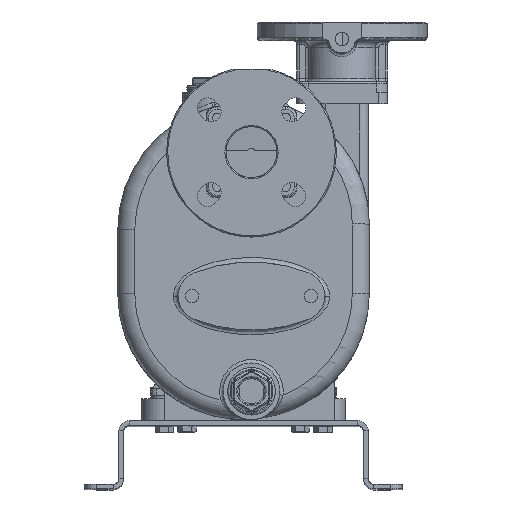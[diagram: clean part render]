
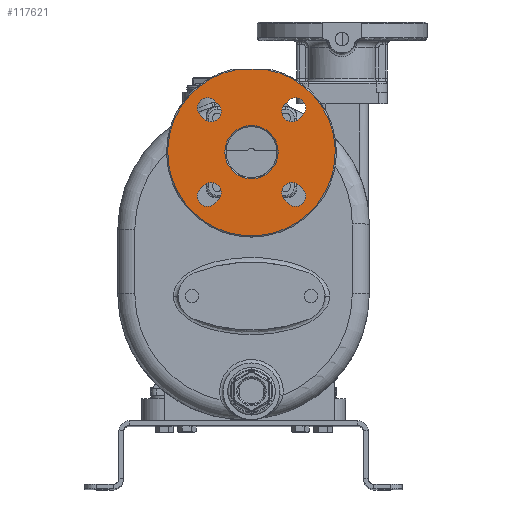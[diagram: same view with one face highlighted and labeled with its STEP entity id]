
A CAD part, top view. The second image highlights one B-rep face of the part: STEP entity #117621.
In plain terms, the highlighted planar face has unit normal (0, 0, 1).
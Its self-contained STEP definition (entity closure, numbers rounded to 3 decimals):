
#47138=CARTESIAN_POINT('',(7.,237.,146.));
#47139=DIRECTION('',(0.,0.,1.));
#47140=DIRECTION('',(-0.164,0.986,0.));
#47141=AXIS2_PLACEMENT_3D('',#47138,#47139,#47140);
#47164=DIRECTION('',(1.,0.,0.));
#47165=VECTOR('',#47164,24.249);
#47166=CARTESIAN_POINT('',(-5.124,310.,146.));
#47167=LINE('',#47166,#47165);
#47168=CARTESIAN_POINT('',(7.,237.,146.));
#47169=DIRECTION('',(0.,0.,1.));
#47170=DIRECTION('',(0.,1.,0.));
#47171=AXIS2_PLACEMENT_3D('',#47168,#47169,#47170);
#47173=CARTESIAN_POINT('',(7.,237.,146.));
#47174=DIRECTION('',(0.,0.,1.));
#47175=DIRECTION('',(0.,-1.,0.));
#47176=AXIS2_PLACEMENT_3D('',#47173,#47174,#47175);
#47178=DIRECTION('',(0.707,0.707,0.));
#47179=VECTOR('',#47178,4.5);
#47180=CARTESIAN_POINT('',(49.073,266.345,146.));
#47181=LINE('',#47180,#47179);
#47182=CARTESIAN_POINT('',(45.891,275.891,146.));
#47183=DIRECTION('',(0.,0.,1.));
#47184=DIRECTION('',(0.707,-0.707,0.));
#47185=AXIS2_PLACEMENT_3D('',#47182,#47183,#47184);
#47187=DIRECTION('',(-0.707,-0.707,0.));
#47188=VECTOR('',#47187,4.5);
#47189=CARTESIAN_POINT('',(39.527,282.255,146.));
#47190=LINE('',#47189,#47188);
#47191=CARTESIAN_POINT('',(42.709,272.709,146.));
#47192=DIRECTION('',(0.,0.,1.));
#47193=DIRECTION('',(-0.707,0.707,0.));
#47194=AXIS2_PLACEMENT_3D('',#47191,#47192,#47193);
#47196=DIRECTION('',(-0.707,0.707,0.));
#47197=VECTOR('',#47196,4.5);
#47198=CARTESIAN_POINT('',(-22.345,279.073,146.));
#47199=LINE('',#47198,#47197);
#47200=CARTESIAN_POINT('',(-31.891,275.891,146.));
#47201=DIRECTION('',(0.,0.,1.));
#47202=DIRECTION('',(0.707,0.707,0.));
#47203=AXIS2_PLACEMENT_3D('',#47200,#47201,#47202);
#47205=DIRECTION('',(0.707,-0.707,0.));
#47206=VECTOR('',#47205,4.5);
#47207=CARTESIAN_POINT('',(-38.255,269.527,146.));
#47208=LINE('',#47207,#47206);
#47209=CARTESIAN_POINT('',(-28.709,272.709,146.));
#47210=DIRECTION('',(0.,0.,1.));
#47211=DIRECTION('',(-0.707,-0.707,0.));
#47212=AXIS2_PLACEMENT_3D('',#47209,#47210,#47211);
#47214=DIRECTION('',(-0.707,-0.707,0.));
#47215=VECTOR('',#47214,4.5);
#47216=CARTESIAN_POINT('',(-35.073,207.655,146.));
#47217=LINE('',#47216,#47215);
#47218=CARTESIAN_POINT('',(-31.891,198.109,146.));
#47219=DIRECTION('',(0.,0.,1.));
#47220=DIRECTION('',(-0.707,0.707,0.));
#47221=AXIS2_PLACEMENT_3D('',#47218,#47219,#47220);
#47223=DIRECTION('',(0.707,0.707,0.));
#47224=VECTOR('',#47223,4.5);
#47225=CARTESIAN_POINT('',(-25.527,191.745,146.));
#47226=LINE('',#47225,#47224);
#47227=CARTESIAN_POINT('',(-28.709,201.291,146.));
#47228=DIRECTION('',(0.,0.,1.));
#47229=DIRECTION('',(0.707,-0.707,0.));
#47230=AXIS2_PLACEMENT_3D('',#47227,#47228,#47229);
#47232=DIRECTION('',(0.707,-0.707,0.));
#47233=VECTOR('',#47232,4.5);
#47234=CARTESIAN_POINT('',(36.345,194.927,146.));
#47235=LINE('',#47234,#47233);
#47236=CARTESIAN_POINT('',(45.891,198.109,146.));
#47237=DIRECTION('',(0.,0.,1.));
#47238=DIRECTION('',(-0.707,-0.707,0.));
#47239=AXIS2_PLACEMENT_3D('',#47236,#47237,#47238);
#47241=DIRECTION('',(-0.707,0.707,0.));
#47242=VECTOR('',#47241,4.5);
#47243=CARTESIAN_POINT('',(52.255,204.473,146.));
#47244=LINE('',#47243,#47242);
#47245=CARTESIAN_POINT('',(42.709,201.291,146.));
#47246=DIRECTION('',(0.,0.,1.));
#47247=DIRECTION('',(0.707,0.707,0.));
#47248=AXIS2_PLACEMENT_3D('',#47245,#47246,#47247);
#61320=CARTESIAN_POINT('',(49.073,266.345,146.));
#61321=CARTESIAN_POINT('',(52.255,269.527,146.));
#61322=VERTEX_POINT('',#61320);
#61323=VERTEX_POINT('',#61321);
#61324=CARTESIAN_POINT('',(39.527,282.255,146.));
#61325=VERTEX_POINT('',#61324);
#61326=CARTESIAN_POINT('',(36.345,279.073,146.));
#61327=VERTEX_POINT('',#61326);
#61336=CARTESIAN_POINT('',(-22.345,279.073,146.));
#61337=CARTESIAN_POINT('',(-25.527,282.255,146.));
#61338=VERTEX_POINT('',#61336);
#61339=VERTEX_POINT('',#61337);
#61340=CARTESIAN_POINT('',(-38.255,269.527,146.));
#61341=VERTEX_POINT('',#61340);
#61342=CARTESIAN_POINT('',(-35.073,266.345,146.));
#61343=VERTEX_POINT('',#61342);
#61352=CARTESIAN_POINT('',(-35.073,207.655,146.));
#61353=CARTESIAN_POINT('',(-38.255,204.473,146.));
#61354=VERTEX_POINT('',#61352);
#61355=VERTEX_POINT('',#61353);
#61356=CARTESIAN_POINT('',(-25.527,191.745,146.));
#61357=VERTEX_POINT('',#61356);
#61358=CARTESIAN_POINT('',(-22.345,194.927,146.));
#61359=VERTEX_POINT('',#61358);
#61368=CARTESIAN_POINT('',(36.345,194.927,146.));
#61369=CARTESIAN_POINT('',(39.527,191.745,146.));
#61370=VERTEX_POINT('',#61368);
#61371=VERTEX_POINT('',#61369);
#61372=CARTESIAN_POINT('',(52.255,204.473,146.));
#61373=VERTEX_POINT('',#61372);
#61374=CARTESIAN_POINT('',(49.073,207.655,146.));
#61375=VERTEX_POINT('',#61374);
#61384=CARTESIAN_POINT('',(-5.124,310.,146.));
#61385=CARTESIAN_POINT('',(19.124,310.,146.));
#61386=VERTEX_POINT('',#61384);
#61387=VERTEX_POINT('',#61385);
#61574=CARTESIAN_POINT('',(7.,260.5,146.));
#61575=CARTESIAN_POINT('',(7.,213.5,146.));
#61576=VERTEX_POINT('',#61574);
#61577=VERTEX_POINT('',#61575);
#117566=CARTESIAN_POINT('',(7.,237.,146.));
#117567=DIRECTION('',(0.,0.,1.));
#117568=DIRECTION('',(0.,-1.,0.));
#117569=AXIS2_PLACEMENT_3D('',#117566,#117567,#117568);
#117570=PLANE('',#117569);
#117571=ORIENTED_EDGE('',*,*,#117541,.T.);
#117572=ORIENTED_EDGE('',*,*,#117557,.F.);
#117573=EDGE_LOOP('',(#117571,#117572));
#117574=FACE_OUTER_BOUND('',#117573,.F.);
#117576=ORIENTED_EDGE('',*,*,#117575,.T.);
#117578=ORIENTED_EDGE('',*,*,#117577,.T.);
#117579=EDGE_LOOP('',(#117576,#117578));
#117580=FACE_BOUND('',#117579,.F.);
#117582=ORIENTED_EDGE('',*,*,#117581,.T.);
#117584=ORIENTED_EDGE('',*,*,#117583,.T.);
#117586=ORIENTED_EDGE('',*,*,#117585,.T.);
#117588=ORIENTED_EDGE('',*,*,#117587,.T.);
#117589=EDGE_LOOP('',(#117582,#117584,#117586,#117588));
#117590=FACE_BOUND('',#117589,.F.);
#117592=ORIENTED_EDGE('',*,*,#117591,.T.);
#117594=ORIENTED_EDGE('',*,*,#117593,.T.);
#117596=ORIENTED_EDGE('',*,*,#117595,.T.);
#117598=ORIENTED_EDGE('',*,*,#117597,.T.);
#117599=EDGE_LOOP('',(#117592,#117594,#117596,#117598));
#117600=FACE_BOUND('',#117599,.F.);
#117602=ORIENTED_EDGE('',*,*,#117601,.T.);
#117604=ORIENTED_EDGE('',*,*,#117603,.T.);
#117606=ORIENTED_EDGE('',*,*,#117605,.T.);
#117608=ORIENTED_EDGE('',*,*,#117607,.T.);
#117609=EDGE_LOOP('',(#117602,#117604,#117606,#117608));
#117610=FACE_BOUND('',#117609,.F.);
#117612=ORIENTED_EDGE('',*,*,#117611,.T.);
#117614=ORIENTED_EDGE('',*,*,#117613,.T.);
#117616=ORIENTED_EDGE('',*,*,#117615,.T.);
#117618=ORIENTED_EDGE('',*,*,#117617,.T.);
#117619=EDGE_LOOP('',(#117612,#117614,#117616,#117618));
#117620=FACE_BOUND('',#117619,.F.);
#117621=ADVANCED_FACE('',(#117574,#117580,#117590,#117600,#117610,#117620),
#117570,.T.);
#47142=CIRCLE('',#47141,74.);
#47172=CIRCLE('',#47171,23.5);
#47177=CIRCLE('',#47176,23.5);
#47186=CIRCLE('',#47185,9.);
#47195=CIRCLE('',#47194,9.);
#47204=CIRCLE('',#47203,9.);
#47213=CIRCLE('',#47212,9.);
#47222=CIRCLE('',#47221,9.);
#47231=CIRCLE('',#47230,9.);
#47240=CIRCLE('',#47239,9.);
#47249=CIRCLE('',#47248,9.);
#117541=EDGE_CURVE('',#61386,#61387,#47167,.T.);
#117557=EDGE_CURVE('',#61386,#61387,#47142,.T.);
#117575=EDGE_CURVE('',#61576,#61577,#47172,.T.);
#117577=EDGE_CURVE('',#61577,#61576,#47177,.T.);
#117581=EDGE_CURVE('',#61322,#61323,#47181,.T.);
#117583=EDGE_CURVE('',#61323,#61325,#47186,.T.);
#117585=EDGE_CURVE('',#61325,#61327,#47190,.T.);
#117587=EDGE_CURVE('',#61327,#61322,#47195,.T.);
#117591=EDGE_CURVE('',#61338,#61339,#47199,.T.);
#117593=EDGE_CURVE('',#61339,#61341,#47204,.T.);
#117595=EDGE_CURVE('',#61341,#61343,#47208,.T.);
#117597=EDGE_CURVE('',#61343,#61338,#47213,.T.);
#117601=EDGE_CURVE('',#61354,#61355,#47217,.T.);
#117603=EDGE_CURVE('',#61355,#61357,#47222,.T.);
#117605=EDGE_CURVE('',#61357,#61359,#47226,.T.);
#117607=EDGE_CURVE('',#61359,#61354,#47231,.T.);
#117611=EDGE_CURVE('',#61370,#61371,#47235,.T.);
#117613=EDGE_CURVE('',#61371,#61373,#47240,.T.);
#117615=EDGE_CURVE('',#61373,#61375,#47244,.T.);
#117617=EDGE_CURVE('',#61375,#61370,#47249,.T.);
